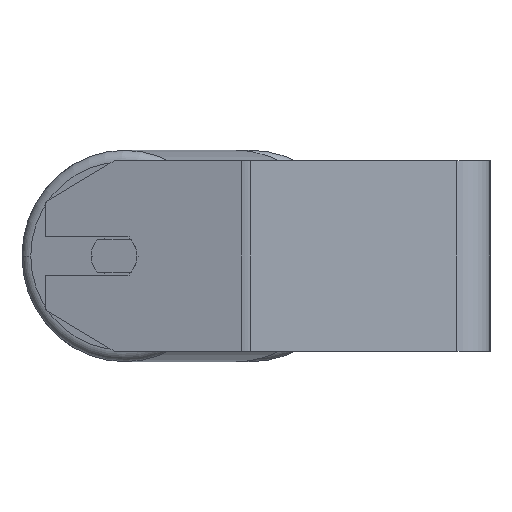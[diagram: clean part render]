
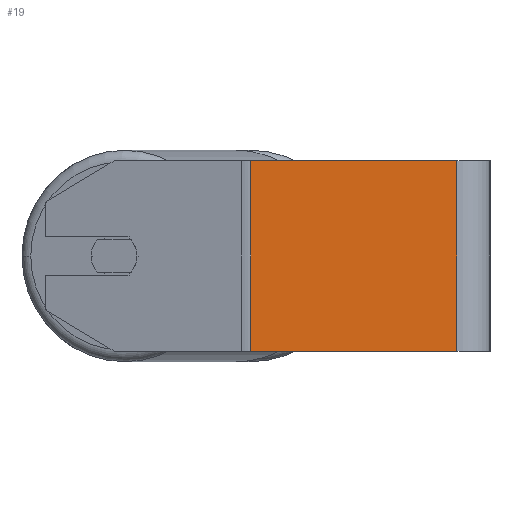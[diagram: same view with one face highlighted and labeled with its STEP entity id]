
A CAD part, left-side view. The second image highlights one B-rep face of the part: STEP entity #19.
In plain terms, the highlighted planar face has unit normal (-1, 0, 0).
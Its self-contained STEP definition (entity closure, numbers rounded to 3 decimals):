
#17 = VECTOR ( 'NONE', #5003, 1000. ) ;
#19 = ADVANCED_FACE ( 'NONE', ( #389 ), #1753, .F. ) ;
#134 = ORIENTED_EDGE ( 'NONE', *, *, #8182, .T. ) ;
#360 = CARTESIAN_POINT ( 'NONE',  ( -340., 102.648, 40. ) ) ;
#389 = FACE_OUTER_BOUND ( 'NONE', #3193, .T. ) ;
#1014 = ORIENTED_EDGE ( 'NONE', *, *, #6320, .F. ) ;
#1050 = CARTESIAN_POINT ( 'NONE',  ( -340., 14., 40. ) ) ;
#1250 = DIRECTION ( 'NONE',  ( 0., 0., -1. ) ) ;
#1465 = VERTEX_POINT ( 'NONE', #6081 ) ;
#1753 = PLANE ( 'NONE',  #8178 ) ;
#1915 = CARTESIAN_POINT ( 'NONE',  ( -340., 100.805, 40. ) ) ;
#2280 = LINE ( 'NONE', #360, #17 ) ;
#2305 = CARTESIAN_POINT ( 'NONE',  ( -340., 102.648, 40. ) ) ;
#2393 = CARTESIAN_POINT ( 'NONE',  ( -340., 14., -40. ) ) ;
#2765 = CARTESIAN_POINT ( 'NONE',  ( -340., 102.648, -40. ) ) ;
#2850 = DIRECTION ( 'NONE',  ( 0., 0., -1. ) ) ;
#3002 = CARTESIAN_POINT ( 'NONE',  ( -340., 14., 40. ) ) ;
#3193 = EDGE_LOOP ( 'NONE', ( #134, #6091, #1014, #5051 ) ) ;
#3406 = LINE ( 'NONE', #2765, #3556 ) ;
#3556 = VECTOR ( 'NONE', #8046, 1000. ) ;
#5003 = DIRECTION ( 'NONE',  ( 0., -1., 0. ) ) ;
#5051 = ORIENTED_EDGE ( 'NONE', *, *, #6837, .T. ) ;
#6081 = CARTESIAN_POINT ( 'NONE',  ( -340., 100.805, -40. ) ) ;
#6091 = ORIENTED_EDGE ( 'NONE', *, *, #7332, .F. ) ;
#6155 = LINE ( 'NONE', #1050, #8184 ) ;
#6320 = EDGE_CURVE ( 'NONE', #8427, #6685, #2280, .T. ) ;
#6685 = VERTEX_POINT ( 'NONE', #3002 ) ;
#6822 = VERTEX_POINT ( 'NONE', #2393 ) ;
#6837 = EDGE_CURVE ( 'NONE', #8427, #1465, #8272, .T. ) ;
#7018 = DIRECTION ( 'NONE',  ( 1., 0., 0. ) ) ;
#7332 = EDGE_CURVE ( 'NONE', #6685, #6822, #6155, .T. ) ;
#7354 = VECTOR ( 'NONE', #1250, 1000. ) ;
#7579 = DIRECTION ( 'NONE',  ( 0., 0., -1. ) ) ;
#7715 = CARTESIAN_POINT ( 'NONE',  ( -340., 100.805, 40. ) ) ;
#8046 = DIRECTION ( 'NONE',  ( 0., -1., 0. ) ) ;
#8178 = AXIS2_PLACEMENT_3D ( 'NONE', #2305, #7018, #7579 ) ;
#8182 = EDGE_CURVE ( 'NONE', #1465, #6822, #3406, .T. ) ;
#8184 = VECTOR ( 'NONE', #2850, 1000. ) ;
#8272 = LINE ( 'NONE', #7715, #7354 ) ;
#8427 = VERTEX_POINT ( 'NONE', #1915 ) ;
